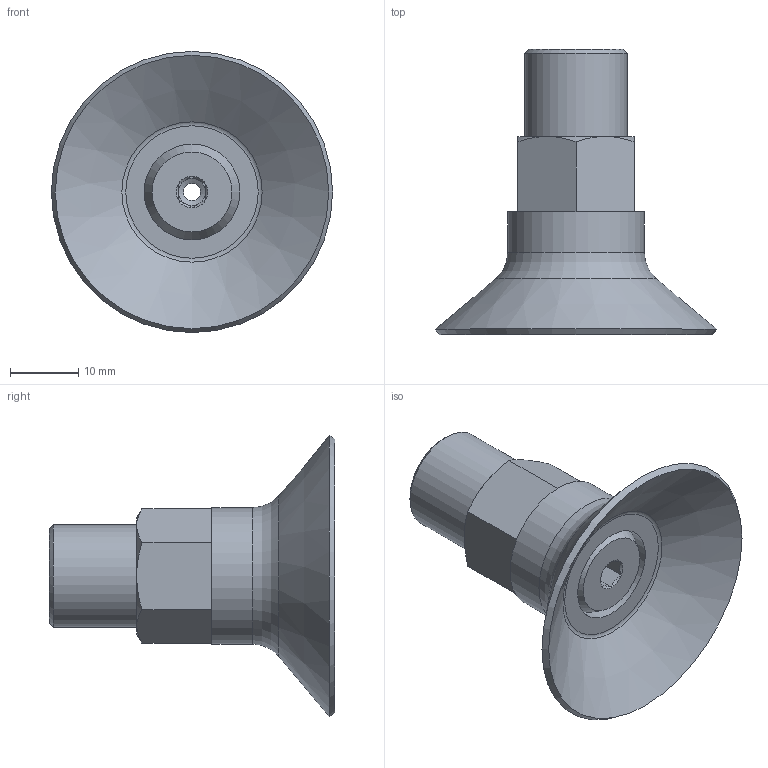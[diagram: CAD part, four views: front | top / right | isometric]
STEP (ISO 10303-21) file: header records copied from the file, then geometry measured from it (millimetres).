
FILE_DESCRIPTION(/* description */ ('STEP AP214'),/* implementation_level */ '2;1');
FILE_NAME(/* name */ '525974_ESS-40-GT-G1_4-I',/* time_stamp */ '2024-08-28T09:23:15+02:00',/* author */ ('License CC BY-ND 4.0'),/* organization */ ('CADENAS'),/* preprocessor_version */ 'ST-DEVELOPER v19.3',/* originating_system */ 'PARTsolutions',/* authorisation */ ' ');
FILE_SCHEMA (('AUTOMOTIVE_DESIGN {1 0 10303 214 3 1 1}'));
Length unit declared in the file: millimetre
Products named in the file (1): 525974 ESS-40-GT-G1/4--I
Bounding box: 41.15 x 41.8 x 41.15 mm (x, y, z)
Volume: 8718.2 mm3; surface area: 5721.1 mm2
Topology: 1 solids, 1 shells, 50 faces, 102 edges, 57 vertices
Faces by surface type: plane 23, cone 20, cylinder 5, torus 2
Full cylindrical faces by diameter (mm): 2.5 x1, 11.445 x1, 14 x1, 15 x1, 20 x1
Entity records: 1578 total; most frequent: CARTESIAN_POINT 249, DIRECTION 204, ORIENTED_EDGE 168, AXIS2_PLACEMENT_3D 87, EDGE_CURVE 84, EDGE_LOOP 70, FACE_BOUND 70, VERTEX_POINT 54
